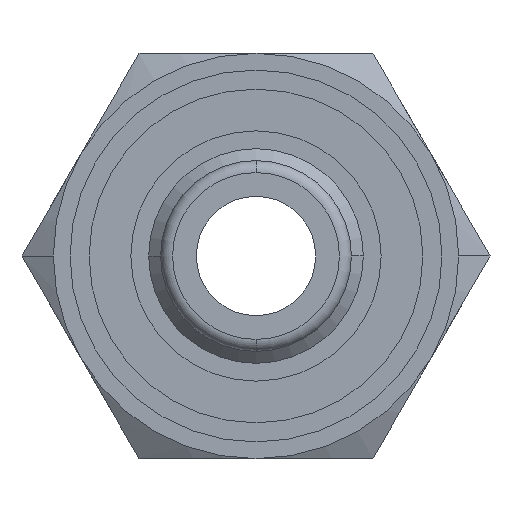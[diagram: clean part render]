
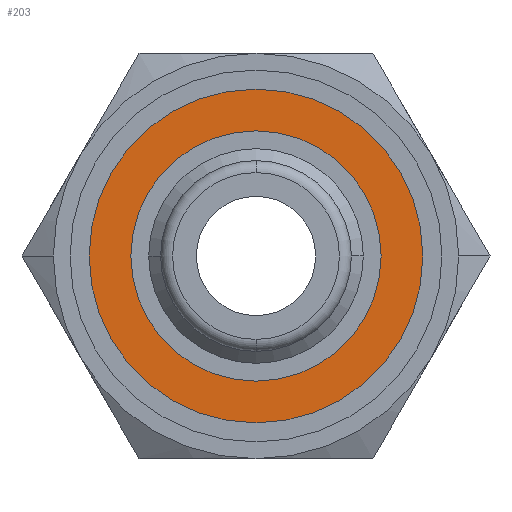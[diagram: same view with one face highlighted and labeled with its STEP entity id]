
A CAD part, front view. The second image highlights one B-rep face of the part: STEP entity #203.
In plain terms, the highlighted planar face has unit normal (0, -1, 0).
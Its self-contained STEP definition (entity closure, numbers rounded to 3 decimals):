
#203=ADVANCED_FACE('',(#417,#418),#419,.T.);
#417=FACE_BOUND('',#644,.T.);
#418=FACE_OUTER_BOUND('',#645,.T.);
#419=PLANE('',#646);
#644=EDGE_LOOP('',(#1150,#1151));
#645=EDGE_LOOP('',(#1152,#1153));
#646=AXIS2_PLACEMENT_3D('',#1154,#1155,#1156);
#1150=ORIENTED_EDGE('',*,*,#1487,.T.);
#1151=ORIENTED_EDGE('',*,*,#1533,.T.);
#1152=ORIENTED_EDGE('',*,*,#1474,.T.);
#1153=ORIENTED_EDGE('',*,*,#1534,.T.);
#1154=CARTESIAN_POINT('',(0.0,23.5,0.0));
#1155=DIRECTION('',(0.0,-1.0,0.0));
#1156=DIRECTION('',(-1.0,0.0,0.0));
#1474=EDGE_CURVE('',#1813,#1815,#1817,.T.);
#1487=EDGE_CURVE('',#1839,#1837,#1840,.T.);
#1533=EDGE_CURVE('',#1837,#1839,#1889,.T.);
#1534=EDGE_CURVE('',#1815,#1813,#1890,.T.);
#1813=VERTEX_POINT('',#2573);
#1815=VERTEX_POINT('',#2576);
#1817=CIRCLE('',#2579,7.0);
#1837=VERTEX_POINT('',#2603);
#1839=VERTEX_POINT('',#2606);
#1840=CIRCLE('',#2607,5.25);
#1889=CIRCLE('',#2698,5.25);
#1890=CIRCLE('',#2699,7.0);
#2573=CARTESIAN_POINT('',(7.0,23.5,0.0));
#2576=CARTESIAN_POINT('',(-7.0,23.5,0.));
#2579=AXIS2_PLACEMENT_3D('',#2973,#2974,#2975);
#2603=CARTESIAN_POINT('',(5.25,23.5,0.));
#2606=CARTESIAN_POINT('',(-5.25,23.5,0.));
#2607=AXIS2_PLACEMENT_3D('',#2993,#2994,#2995);
#2698=AXIS2_PLACEMENT_3D('',#3047,#3048,#3049);
#2699=AXIS2_PLACEMENT_3D('',#3050,#3051,#3052);
#2973=CARTESIAN_POINT('',(0.0,23.5,0.0));
#2974=DIRECTION('',(0.0,-1.0,0.0));
#2975=DIRECTION('',(1.0,0.0,0.0));
#2993=CARTESIAN_POINT('',(0.0,23.5,0.0));
#2994=DIRECTION('',(-0.0,1.0,0.0));
#2995=DIRECTION('',(1.0,0.0,0.0));
#3047=CARTESIAN_POINT('',(0.0,23.5,0.0));
#3048=DIRECTION('',(-0.0,1.0,0.0));
#3049=DIRECTION('',(1.0,0.0,0.0));
#3050=CARTESIAN_POINT('',(0.0,23.5,0.0));
#3051=DIRECTION('',(0.0,-1.0,0.0));
#3052=DIRECTION('',(1.0,0.0,0.0));
